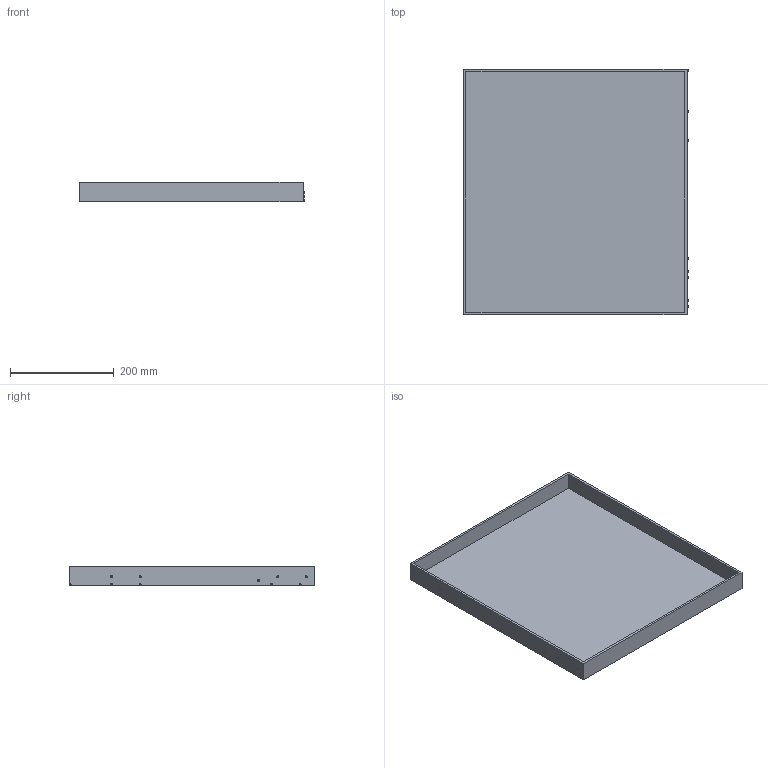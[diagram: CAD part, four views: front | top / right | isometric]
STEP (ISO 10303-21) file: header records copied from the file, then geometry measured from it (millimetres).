
FILE_DESCRIPTION(/* description */ (''),/* implementation_level */ '2;1');
FILE_NAME(/* name */ 'Bottom.ipt.step',/* time_stamp */ '2022-11-29T08:32:39+01:00',/* author */ ('diederichbenedict'),/* organization */ (''),/* preprocessor_version */ 'ST-DEVELOPER v18.1',/* originating_system */ 'Autodesk Inventor 2022',/* authorisation */ '');
FILE_SCHEMA (('AUTOMOTIVE_DESIGN { 1 0 10303 214 3 1 1 }'));
Length unit declared in the file: millimetre
Products named in the file (1): Bottom
Bounding box: 434 x 473.59 x 38.16 mm (x, y, z)
Volume: 1317901.8 mm3; surface area: 537301.8 mm2
Topology: 20 solids, 20 shells, 210 faces, 445 edges, 296 vertices
Faces by surface type: plane 190, cylinder 20
Full cylindrical faces by diameter (mm): 4 x20
Entity records: 5584 total; most frequent: CARTESIAN_POINT 952, DIRECTION 907, ORIENTED_EDGE 890, EDGE_CURVE 445, LINE 405, VECTOR 405, VERTEX_POINT 296, AXIS2_PLACEMENT_3D 251
